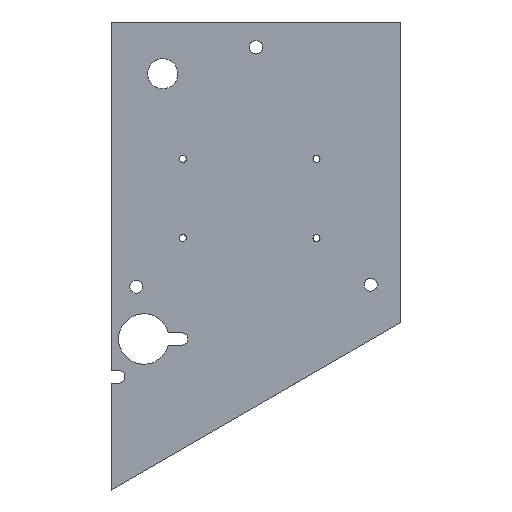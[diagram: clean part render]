
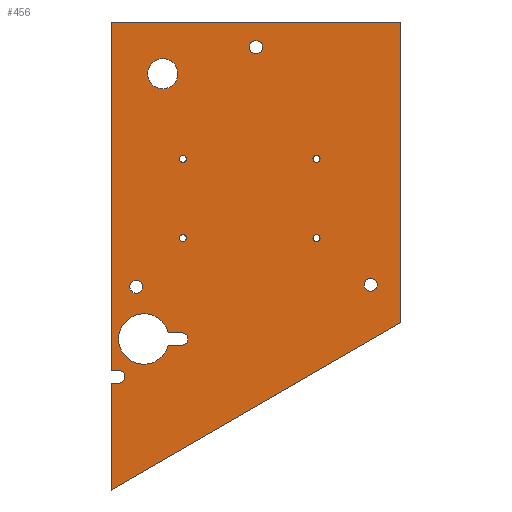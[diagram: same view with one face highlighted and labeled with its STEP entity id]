
A CAD part, top view. The second image highlights one B-rep face of the part: STEP entity #456.
In plain terms, the highlighted planar face has unit normal (0, 0, 1).
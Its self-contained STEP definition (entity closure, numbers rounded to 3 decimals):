
#24=FACE_BOUND('',#97,.T.);
#25=FACE_BOUND('',#98,.T.);
#26=FACE_BOUND('',#99,.T.);
#27=FACE_BOUND('',#100,.T.);
#28=FACE_BOUND('',#101,.T.);
#29=FACE_BOUND('',#102,.T.);
#30=FACE_BOUND('',#103,.T.);
#31=FACE_BOUND('',#104,.T.);
#32=FACE_BOUND('',#105,.T.);
#43=PLANE('',#514);
#65=FACE_OUTER_BOUND('',#96,.T.);
#96=EDGE_LOOP('',(#404,#405,#406,#407,#408,#409,#410,#411));
#97=EDGE_LOOP('',(#412));
#98=EDGE_LOOP('',(#413,#414,#415,#416));
#99=EDGE_LOOP('',(#417));
#100=EDGE_LOOP('',(#418));
#101=EDGE_LOOP('',(#419));
#102=EDGE_LOOP('',(#420));
#103=EDGE_LOOP('',(#421));
#104=EDGE_LOOP('',(#422));
#105=EDGE_LOOP('',(#423));
#109=LINE('',#657,#147);
#113=LINE('',#666,#151);
#117=LINE('',#678,#155);
#121=LINE('',#690,#159);
#123=LINE('',#697,#161);
#128=LINE('',#706,#166);
#140=LINE('',#759,#178);
#142=LINE('',#762,#180);
#143=LINE('',#764,#181);
#147=VECTOR('',#528,10.);
#151=VECTOR('',#534,10.);
#155=VECTOR('',#546,10.);
#159=VECTOR('',#558,10.);
#161=VECTOR('',#568,10.);
#166=VECTOR('',#575,10.);
#178=VECTOR('',#633,10.);
#180=VECTOR('',#637,10.);
#181=VECTOR('',#640,10.);
#182=CIRCLE('',#472,6.);
#185=CIRCLE('',#478,2.5);
#187=CIRCLE('',#482,2.5);
#189=CIRCLE('',#486,10.);
#197=CIRCLE('',#498,1.4);
#198=CIRCLE('',#500,1.4);
#199=CIRCLE('',#502,1.4);
#200=CIRCLE('',#504,1.4);
#201=CIRCLE('',#506,2.6);
#202=CIRCLE('',#508,2.6);
#203=CIRCLE('',#510,2.6);
#204=VERTEX_POINT('',#645);
#208=VERTEX_POINT('',#654);
#209=VERTEX_POINT('',#656);
#212=VERTEX_POINT('',#663);
#213=VERTEX_POINT('',#665);
#216=VERTEX_POINT('',#675);
#217=VERTEX_POINT('',#677);
#219=VERTEX_POINT('',#683);
#221=VERTEX_POINT('',#689);
#222=VERTEX_POINT('',#696);
#225=VERTEX_POINT('',#704);
#235=VERTEX_POINT('',#728);
#236=VERTEX_POINT('',#732);
#237=VERTEX_POINT('',#736);
#238=VERTEX_POINT('',#740);
#239=VERTEX_POINT('',#744);
#240=VERTEX_POINT('',#748);
#241=VERTEX_POINT('',#752);
#242=VERTEX_POINT('',#756);
#243=VERTEX_POINT('',#758);
#244=EDGE_CURVE('',#204,#204,#182,.T.);
#249=EDGE_CURVE('',#209,#208,#109,.T.);
#253=EDGE_CURVE('',#213,#212,#113,.T.);
#256=EDGE_CURVE('',#208,#213,#185,.T.);
#259=EDGE_CURVE('',#217,#216,#117,.T.);
#262=EDGE_CURVE('',#219,#217,#187,.T.);
#265=EDGE_CURVE('',#221,#219,#121,.T.);
#268=EDGE_CURVE('',#216,#221,#189,.T.);
#269=EDGE_CURVE('',#222,#209,#123,.T.);
#274=EDGE_CURVE('',#212,#225,#128,.T.);
#285=EDGE_CURVE('',#235,#235,#197,.T.);
#287=EDGE_CURVE('',#236,#236,#198,.T.);
#289=EDGE_CURVE('',#237,#237,#199,.T.);
#291=EDGE_CURVE('',#238,#238,#200,.T.);
#293=EDGE_CURVE('',#239,#239,#201,.T.);
#295=EDGE_CURVE('',#240,#240,#202,.T.);
#297=EDGE_CURVE('',#241,#241,#203,.T.);
#300=EDGE_CURVE('',#243,#242,#140,.T.);
#302=EDGE_CURVE('',#225,#243,#142,.T.);
#303=EDGE_CURVE('',#242,#222,#143,.T.);
#404=ORIENTED_EDGE('',*,*,#253,.T.);
#405=ORIENTED_EDGE('',*,*,#274,.T.);
#406=ORIENTED_EDGE('',*,*,#302,.T.);
#407=ORIENTED_EDGE('',*,*,#300,.T.);
#408=ORIENTED_EDGE('',*,*,#303,.T.);
#409=ORIENTED_EDGE('',*,*,#269,.T.);
#410=ORIENTED_EDGE('',*,*,#249,.T.);
#411=ORIENTED_EDGE('',*,*,#256,.T.);
#412=ORIENTED_EDGE('',*,*,#244,.T.);
#413=ORIENTED_EDGE('',*,*,#265,.T.);
#414=ORIENTED_EDGE('',*,*,#262,.T.);
#415=ORIENTED_EDGE('',*,*,#259,.T.);
#416=ORIENTED_EDGE('',*,*,#268,.T.);
#417=ORIENTED_EDGE('',*,*,#285,.T.);
#418=ORIENTED_EDGE('',*,*,#287,.T.);
#419=ORIENTED_EDGE('',*,*,#289,.T.);
#420=ORIENTED_EDGE('',*,*,#291,.T.);
#421=ORIENTED_EDGE('',*,*,#293,.T.);
#422=ORIENTED_EDGE('',*,*,#295,.T.);
#423=ORIENTED_EDGE('',*,*,#297,.T.);
#456=ADVANCED_FACE('',(#65,#24,#25,#26,#27,#28,#29,#30,#31,#32),#43,.T.);
#472=AXIS2_PLACEMENT_3D('',#646,#519,#520);
#478=AXIS2_PLACEMENT_3D('',#670,#540,#541);
#482=AXIS2_PLACEMENT_3D('',#684,#552,#553);
#486=AXIS2_PLACEMENT_3D('',#694,#564,#565);
#498=AXIS2_PLACEMENT_3D('',#729,#597,#598);
#500=AXIS2_PLACEMENT_3D('',#733,#602,#603);
#502=AXIS2_PLACEMENT_3D('',#737,#607,#608);
#504=AXIS2_PLACEMENT_3D('',#741,#612,#613);
#506=AXIS2_PLACEMENT_3D('',#745,#617,#618);
#508=AXIS2_PLACEMENT_3D('',#749,#622,#623);
#510=AXIS2_PLACEMENT_3D('',#753,#627,#628);
#514=AXIS2_PLACEMENT_3D('',#765,#641,#642);
#519=DIRECTION('center_axis',(0.,0.,-1.));
#520=DIRECTION('ref_axis',(-1.,0.,0.));
#528=DIRECTION('',(1.,0.,0.));
#534=DIRECTION('',(-1.,0.,0.));
#540=DIRECTION('center_axis',(0.,0.,-1.));
#541=DIRECTION('ref_axis',(-1.,0.,0.));
#546=DIRECTION('',(-1.,0.,0.));
#552=DIRECTION('center_axis',(0.,0.,-1.));
#553=DIRECTION('ref_axis',(-1.,0.,0.));
#558=DIRECTION('',(1.,0.,0.));
#564=DIRECTION('center_axis',(0.,0.,-1.));
#565=DIRECTION('ref_axis',(-1.,0.,0.));
#568=DIRECTION('',(0.,-1.,0.));
#575=DIRECTION('',(0.,-1.,0.));
#597=DIRECTION('center_axis',(0.,0.,-1.));
#598=DIRECTION('ref_axis',(-1.,0.,0.));
#602=DIRECTION('center_axis',(0.,0.,-1.));
#603=DIRECTION('ref_axis',(-1.,0.,0.));
#607=DIRECTION('center_axis',(0.,0.,-1.));
#608=DIRECTION('ref_axis',(-1.,0.,0.));
#612=DIRECTION('center_axis',(0.,0.,-1.));
#613=DIRECTION('ref_axis',(-1.,0.,0.));
#617=DIRECTION('center_axis',(0.,0.,-1.));
#618=DIRECTION('ref_axis',(-1.,0.,0.));
#622=DIRECTION('center_axis',(0.,0.,-1.));
#623=DIRECTION('ref_axis',(-1.,0.,0.));
#627=DIRECTION('center_axis',(0.,0.,-1.));
#628=DIRECTION('ref_axis',(-1.,0.,0.));
#633=DIRECTION('',(0.,1.,0.));
#637=DIRECTION('',(0.866,0.5,0.));
#640=DIRECTION('',(-1.,0.,0.));
#641=DIRECTION('center_axis',(0.,0.,1.));
#642=DIRECTION('ref_axis',(-1.,0.,0.));
#645=CARTESIAN_POINT('',(-18.5,-65.5,2.));
#646=CARTESIAN_POINT('Origin',(-24.5,-65.5,2.));
#654=CARTESIAN_POINT('',(-42.,-183.225,2.));
#656=CARTESIAN_POINT('',(-45.,-183.225,2.));
#657=CARTESIAN_POINT('',(-16.25,-183.225,2.));
#663=CARTESIAN_POINT('',(-45.,-188.225,2.));
#665=CARTESIAN_POINT('',(-42.,-188.225,2.));
#666=CARTESIAN_POINT('',(-14.75,-188.225,2.));
#670=CARTESIAN_POINT('Origin',(-42.,-185.725,2.));
#675=CARTESIAN_POINT('',(-22.318,-173.225,2.));
#677=CARTESIAN_POINT('',(-17.,-173.225,2.));
#678=CARTESIAN_POINT('',(-2.25,-173.225,2.));
#683=CARTESIAN_POINT('',(-17.,-168.225,2.));
#684=CARTESIAN_POINT('Origin',(-17.,-170.725,2.));
#689=CARTESIAN_POINT('',(-22.318,-168.225,2.));
#690=CARTESIAN_POINT('',(-4.909,-168.225,2.));
#694=CARTESIAN_POINT('Origin',(-32.,-170.725,2.));
#696=CARTESIAN_POINT('',(-45.,-45.,2.));
#697=CARTESIAN_POINT('',(-45.,-230.622,2.));
#704=CARTESIAN_POINT('',(-45.,-230.622,2.));
#706=CARTESIAN_POINT('',(-45.,-230.622,2.));
#728=CARTESIAN_POINT('',(-15.1,-130.725,2.));
#729=CARTESIAN_POINT('Origin',(-16.5,-130.725,2.));
#732=CARTESIAN_POINT('',(37.9,-130.725,2.));
#733=CARTESIAN_POINT('Origin',(36.5,-130.725,2.));
#736=CARTESIAN_POINT('',(-15.1,-99.275,2.));
#737=CARTESIAN_POINT('Origin',(-16.5,-99.275,2.));
#740=CARTESIAN_POINT('',(37.9,-99.275,2.));
#741=CARTESIAN_POINT('Origin',(36.5,-99.275,2.));
#744=CARTESIAN_POINT('',(-32.4,-150.,2.));
#745=CARTESIAN_POINT('Origin',(-35.,-150.,2.));
#748=CARTESIAN_POINT('',(15.1,-55.,2.));
#749=CARTESIAN_POINT('Origin',(12.5,-55.,2.));
#752=CARTESIAN_POINT('',(60.6,-149.226,2.));
#753=CARTESIAN_POINT('Origin',(58.,-149.226,2.));
#756=CARTESIAN_POINT('',(70.,-45.,2.));
#758=CARTESIAN_POINT('',(70.,-164.226,2.));
#759=CARTESIAN_POINT('',(70.,-45.,2.));
#762=CARTESIAN_POINT('',(70.,-164.226,2.));
#764=CARTESIAN_POINT('',(-45.,-45.,2.));
#765=CARTESIAN_POINT('Origin',(12.5,-137.811,2.));
